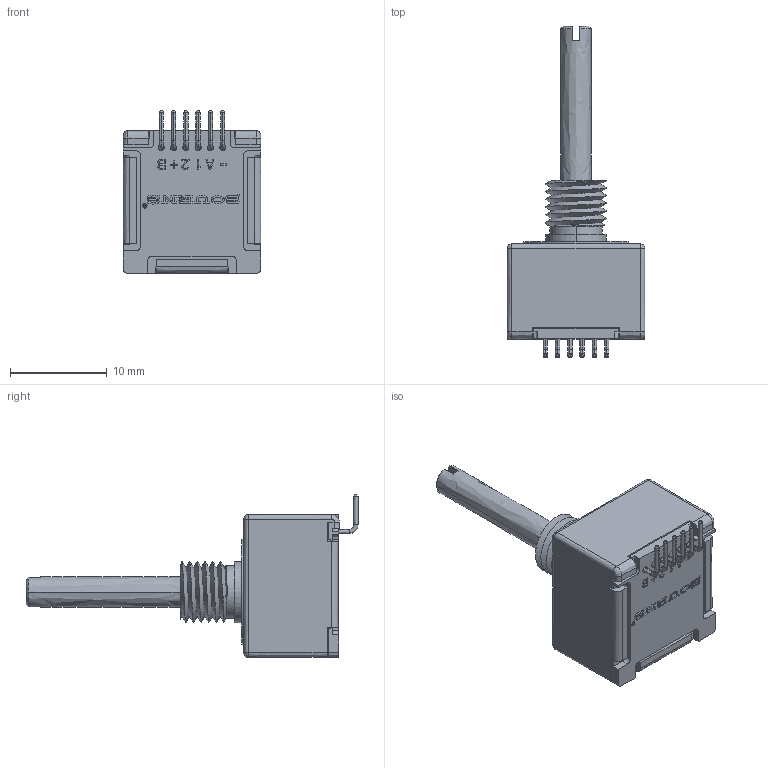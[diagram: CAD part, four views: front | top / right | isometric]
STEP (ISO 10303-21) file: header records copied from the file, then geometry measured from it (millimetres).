
FILE_DESCRIPTION((''),'2;1');
FILE_NAME('EM14-CXD-E28-L','2007-05-10T',('RICKB'),('Bourns, Inc.'),'PRO/ENGINEER BY PARAMETRIC TECHNOLOGY CORPORATION, 2001200','PRO/ENGINEER BY PARAMETRIC TECHNOLOGY CORPORATION, 2001200','');
FILE_SCHEMA(('AUTOMOTIVE_DESIGN_CC2 { 1 2 10303 214 -1 1 5 2 }'));
Length unit declared in the file: inch
Products named in the file (1): EM14-CXD-E28-L
Bounding box: 14.25 x 34.31 x 16.84 mm (x, y, z)
Volume: 2331.1 mm3; surface area: 1661.7 mm2
Topology: 1 solids, 3 shells, 604 faces, 1656 edges, 1076 vertices
Faces by surface type: bspline 604
Entity records: 32118 total; most frequent: CARTESIAN_POINT 12659, ORIENTED_EDGE 3312, DIRECTION 1890, PRESENTATION_STYLE_ASSIGNMENT 1739, STYLED_ITEM 1657, CURVE_STYLE 1656, EDGE_CURVE 1656, VECTOR 1202
